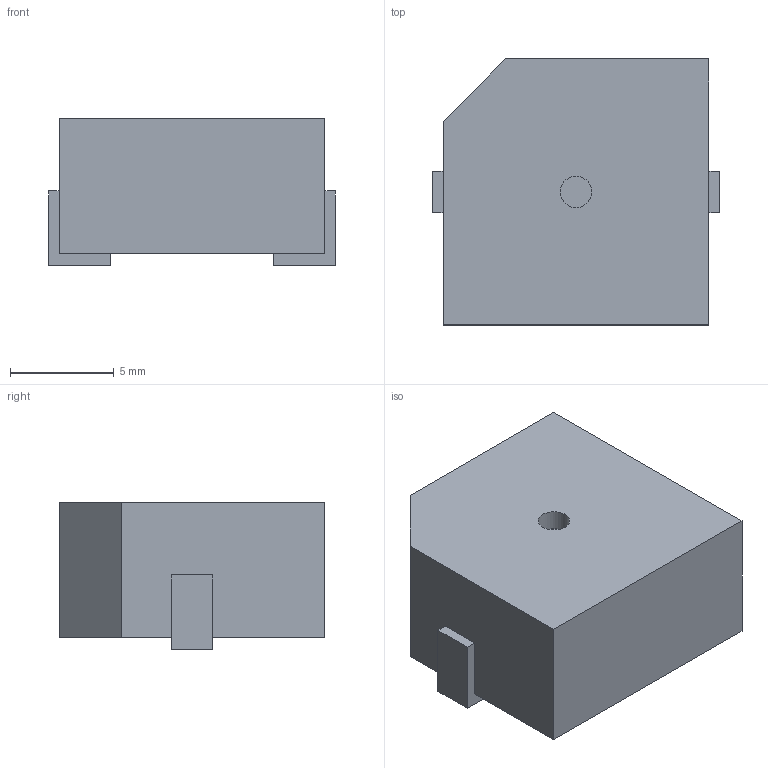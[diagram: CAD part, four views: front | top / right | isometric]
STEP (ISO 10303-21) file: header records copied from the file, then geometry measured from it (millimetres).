
FILE_DESCRIPTION(/* description */ (''),/* implementation_level */ '2;1');
FILE_NAME(/* name */ '409-08-01.stp',/* time_stamp */ '2019-01-16T22:16:28-06:00',/* author */ (''),/* organization */ (''),/* preprocessor_version */ 'ST-DEVELOPER v16.7',/* originating_system */ 'SIEMENS PLM Software NX 12.0',/* authorisation */ '');
FILE_SCHEMA (('AUTOMOTIVE_DESIGN { 1 0 10303 214 3 1 1 1 }'));
Length unit declared in the file: millimetre
Products named in the file (1): 409-08-01
Bounding box: 13.8 x 12.8 x 7.1 mm (x, y, z)
Volume: 1047.1 mm3; surface area: 666.8 mm2
Topology: 1 solids, 1 shells, 21 faces, 54 edges, 36 vertices
Faces by surface type: plane 20, cylinder 1
Full cylindrical faces by diameter (mm): 1.513 x1
Entity records: 798 total; most frequent: CARTESIAN_POINT 111, ORIENTED_EDGE 106, DIRECTION 99, EDGE_CURVE 53, LINE 51, VECTOR 51, VERTEX_POINT 36, AXIS2_PLACEMENT_3D 24
